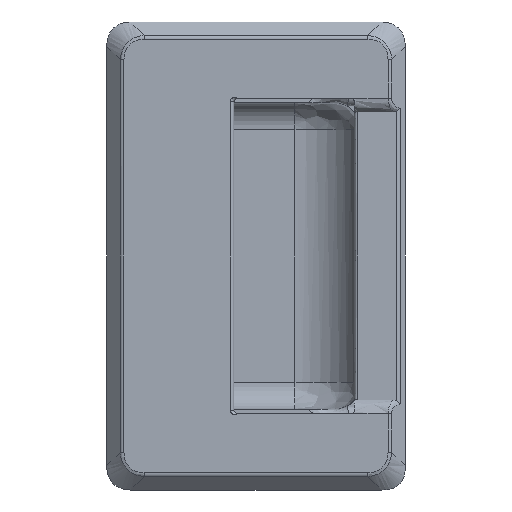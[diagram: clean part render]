
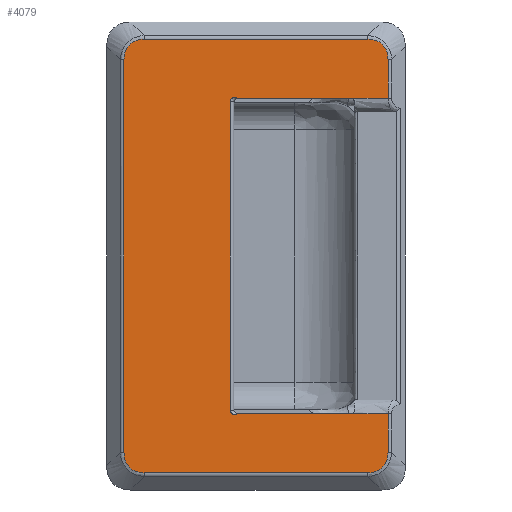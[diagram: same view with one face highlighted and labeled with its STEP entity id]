
A CAD part, front view. The second image highlights one B-rep face of the part: STEP entity #4079.
In plain terms, the highlighted free-form (B-spline) face has degree [1, 1] with [2, 2] control points.
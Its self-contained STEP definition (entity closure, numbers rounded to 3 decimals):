
#919=CARTESIAN_POINT('',(38.939,0.0,-46.5));
#920=VERTEX_POINT('',#919);
#984=CARTESIAN_POINT('',(38.939,0.0,-57.928));
#985=VERTEX_POINT('',#984);
#1002=CARTESIAN_POINT('',(38.939,0.0,-57.928));
#1003=CARTESIAN_POINT('',(38.939,0.0,-46.5));
#1004=QUASI_UNIFORM_CURVE('',1,(#1002,#1003),.UNSPECIFIED.,.F.,.U.);
#1005=EDGE_CURVE('',#985,#920,#1004,.T.);
#1128=CARTESIAN_POINT('',(32.928,0.0,-63.939));
#1129=VERTEX_POINT('',#1128);
#1154=CARTESIAN_POINT('',(32.928,0.,-63.939));
#1155=CARTESIAN_POINT('',(38.939,0.,-63.939));
#1156=CARTESIAN_POINT('',(38.939,0.,-57.928));
#1164=(BOUNDED_CURVE()B_SPLINE_CURVE(2,(#1154,#1155,#1156),.UNSPECIFIED.,.F.,.U.)CURVE()GEOMETRIC_REPRESENTATION_ITEM()QUASI_UNIFORM_CURVE()RATIONAL_B_SPLINE_CURVE((1.0,0.866,1.0))REPRESENTATION_ITEM(''));
#1165=EDGE_CURVE('',#1129,#985,#1164,.T.);
#1240=CARTESIAN_POINT('',(38.939,0.0,46.5));
#1241=VERTEX_POINT('',#1240);
#1303=CARTESIAN_POINT('',(-32.928,0.0,-63.939));
#1304=VERTEX_POINT('',#1303);
#1321=CARTESIAN_POINT('',(-32.928,0.0,-63.939));
#1322=CARTESIAN_POINT('',(32.928,0.0,-63.939));
#1323=QUASI_UNIFORM_CURVE('',1,(#1321,#1322),.UNSPECIFIED.,.F.,.U.);
#1324=EDGE_CURVE('',#1304,#1129,#1323,.T.);
#1345=CARTESIAN_POINT('',(38.939,0.0,57.928));
#1346=VERTEX_POINT('',#1345);
#1355=CARTESIAN_POINT('',(38.939,0.0,46.5));
#1356=CARTESIAN_POINT('',(38.939,0.0,57.928));
#1357=QUASI_UNIFORM_CURVE('',1,(#1355,#1356),.UNSPECIFIED.,.F.,.U.);
#1358=EDGE_CURVE('',#1241,#1346,#1357,.T.);
#1447=CARTESIAN_POINT('',(-38.939,0.0,-57.928));
#1448=VERTEX_POINT('',#1447);
#1473=CARTESIAN_POINT('',(-38.939,0.,-57.928));
#1474=CARTESIAN_POINT('',(-38.939,0.,-63.939));
#1475=CARTESIAN_POINT('',(-32.928,0.,-63.939));
#1483=(BOUNDED_CURVE()B_SPLINE_CURVE(2,(#1473,#1474,#1475),.UNSPECIFIED.,.F.,.U.)CURVE()GEOMETRIC_REPRESENTATION_ITEM()QUASI_UNIFORM_CURVE()RATIONAL_B_SPLINE_CURVE((1.0,0.866,1.0))REPRESENTATION_ITEM(''));
#1484=EDGE_CURVE('',#1448,#1304,#1483,.T.);
#1569=CARTESIAN_POINT('',(32.928,0.0,63.939));
#1570=VERTEX_POINT('',#1569);
#1579=CARTESIAN_POINT('',(38.939,0.,57.928));
#1580=CARTESIAN_POINT('',(38.939,0.,63.939));
#1581=CARTESIAN_POINT('',(32.928,0.,63.939));
#1589=(BOUNDED_CURVE()B_SPLINE_CURVE(2,(#1579,#1580,#1581),.UNSPECIFIED.,.F.,.U.)CURVE()GEOMETRIC_REPRESENTATION_ITEM()QUASI_UNIFORM_CURVE()RATIONAL_B_SPLINE_CURVE((1.0,0.866,1.0))REPRESENTATION_ITEM(''));
#1590=EDGE_CURVE('',#1346,#1570,#1589,.T.);
#1623=CARTESIAN_POINT('',(-38.939,0.0,57.928));
#1624=VERTEX_POINT('',#1623);
#1642=CARTESIAN_POINT('',(-38.939,0.0,57.928));
#1643=CARTESIAN_POINT('',(-38.939,0.0,-57.928));
#1644=QUASI_UNIFORM_CURVE('',1,(#1642,#1643),.UNSPECIFIED.,.F.,.U.);
#1645=EDGE_CURVE('',#1624,#1448,#1644,.T.);
#1666=CARTESIAN_POINT('',(-32.928,0.0,63.939));
#1667=VERTEX_POINT('',#1666);
#1676=CARTESIAN_POINT('',(32.928,0.0,63.939));
#1677=CARTESIAN_POINT('',(-32.928,0.0,63.939));
#1678=QUASI_UNIFORM_CURVE('',1,(#1676,#1677),.UNSPECIFIED.,.F.,.U.);
#1679=EDGE_CURVE('',#1570,#1667,#1678,.T.);
#1769=CARTESIAN_POINT('',(-32.928,0.,63.939));
#1770=CARTESIAN_POINT('',(-38.939,0.,63.939));
#1771=CARTESIAN_POINT('',(-38.939,0.,57.928));
#1779=(BOUNDED_CURVE()B_SPLINE_CURVE(2,(#1769,#1770,#1771),.UNSPECIFIED.,.F.,.U.)CURVE()GEOMETRIC_REPRESENTATION_ITEM()QUASI_UNIFORM_CURVE()RATIONAL_B_SPLINE_CURVE((1.0,0.866,1.0))REPRESENTATION_ITEM(''));
#1780=EDGE_CURVE('',#1667,#1624,#1779,.T.);
#3043=CARTESIAN_POINT('',(-5.5,0.0,46.5));
#3044=VERTEX_POINT('',#3043);
#3064=CARTESIAN_POINT('',(-7.55,0.0,45.5));
#3065=VERTEX_POINT('',#3064);
#3066=CARTESIAN_POINT('',(-7.55,0.0,45.5));
#3067=CARTESIAN_POINT('',(-7.55,0.0,45.903));
#3068=CARTESIAN_POINT('',(-7.306,0.0,46.248));
#3069=CARTESIAN_POINT('',(-7.072,0.0,46.578));
#3070=CARTESIAN_POINT('',(-6.718,0.0,46.718));
#3071=CARTESIAN_POINT('',(-6.388,0.0,46.847));
#3072=CARTESIAN_POINT('',(-6.035,0.0,46.775));
#3073=CARTESIAN_POINT('',(-5.707,0.0,46.708));
#3074=CARTESIAN_POINT('',(-5.5,0.0,46.5));
#3075=B_SPLINE_CURVE_WITH_KNOTS('',2,(#3066,#3067,#3068,#3069,#3070,#3071,#3072,#3073,#3074),.UNSPECIFIED.,.F.,.U.,(3,2,2,2,3),(0.0,0.25,0.5,0.75,1.0),.UNSPECIFIED.);
#3076=EDGE_CURVE('',#3065,#3044,#3075,.T.);
#3105=CARTESIAN_POINT('',(-7.55,0.0,-45.5));
#3106=VERTEX_POINT('',#3105);
#3125=CARTESIAN_POINT('',(-7.55,0.0,-45.5));
#3126=CARTESIAN_POINT('',(-7.55,0.0,45.5));
#3127=QUASI_UNIFORM_CURVE('',1,(#3125,#3126),.UNSPECIFIED.,.F.,.U.);
#3128=EDGE_CURVE('',#3106,#3065,#3127,.T.);
#3159=CARTESIAN_POINT('',(-5.5,0.0,-46.5));
#3160=VERTEX_POINT('',#3159);
#3161=CARTESIAN_POINT('',(-5.5,0.0,-46.5));
#3162=CARTESIAN_POINT('',(-5.707,0.0,-46.707));
#3163=CARTESIAN_POINT('',(-6.035,0.0,-46.775));
#3164=CARTESIAN_POINT('',(-6.387,0.0,-46.847));
#3165=CARTESIAN_POINT('',(-6.718,0.0,-46.718));
#3166=CARTESIAN_POINT('',(-7.071,0.0,-46.579));
#3167=CARTESIAN_POINT('',(-7.306,0.0,-46.248));
#3168=CARTESIAN_POINT('',(-7.55,0.0,-45.903));
#3169=CARTESIAN_POINT('',(-7.55,0.0,-45.5));
#3170=B_SPLINE_CURVE_WITH_KNOTS('',2,(#3161,#3162,#3163,#3164,#3165,#3166,#3167,#3168,#3169),.UNSPECIFIED.,.F.,.U.,(3,2,2,2,3),(0.0,0.25,0.5,0.75,1.0),.UNSPECIFIED.);
#3171=EDGE_CURVE('',#3160,#3106,#3170,.T.);
#3369=CARTESIAN_POINT('',(28.,0.0,-46.5));
#3370=VERTEX_POINT('',#3369);
#3371=CARTESIAN_POINT('',(38.939,0.0,-46.5));
#3372=CARTESIAN_POINT('',(28.,0.0,-46.5));
#3373=QUASI_UNIFORM_CURVE('',1,(#3371,#3372),.UNSPECIFIED.,.F.,.U.);
#3374=EDGE_CURVE('',#920,#3370,#3373,.T.);
#3447=CARTESIAN_POINT('',(28.,0.0,46.5));
#3448=VERTEX_POINT('',#3447);
#3449=CARTESIAN_POINT('',(28.,0.0,46.5));
#3450=CARTESIAN_POINT('',(38.939,0.0,46.5));
#3451=QUASI_UNIFORM_CURVE('',1,(#3449,#3450),.UNSPECIFIED.,.F.,.U.);
#3452=EDGE_CURVE('',#3448,#1241,#3451,.T.);
#4048=CARTESIAN_POINT('',(-42.829,0.0,70.326));
#4049=CARTESIAN_POINT('',(42.829,0.0,70.326));
#4050=CARTESIAN_POINT('',(-42.829,0.0,-70.326));
#4051=CARTESIAN_POINT('',(42.829,0.0,-70.326));
#4052=B_SPLINE_SURFACE_WITH_KNOTS('',1,1,((#4048,#4050),(#4049,#4051)),.UNSPECIFIED.,.F.,.F.,.U.,(2,2),(2,2),(0.0,85.657),(0.0,140.652),.UNSPECIFIED.);
#4053=ORIENTED_EDGE('',*,*,#1165,.T.);
#4054=ORIENTED_EDGE('',*,*,#1005,.T.);
#4055=ORIENTED_EDGE('',*,*,#3374,.T.);
#4056=CARTESIAN_POINT('',(-5.5,0.0,-46.5));
#4057=CARTESIAN_POINT('',(28.,0.0,-46.5));
#4058=QUASI_UNIFORM_CURVE('',1,(#4056,#4057),.UNSPECIFIED.,.F.,.U.);
#4059=EDGE_CURVE('',#3160,#3370,#4058,.T.);
#4060=ORIENTED_EDGE('',*,*,#4059,.F.);
#4061=ORIENTED_EDGE('',*,*,#3171,.T.);
#4062=ORIENTED_EDGE('',*,*,#3128,.T.);
#4063=ORIENTED_EDGE('',*,*,#3076,.T.);
#4064=CARTESIAN_POINT('',(28.,0.0,46.5));
#4065=CARTESIAN_POINT('',(-5.5,0.0,46.5));
#4066=QUASI_UNIFORM_CURVE('',1,(#4064,#4065),.UNSPECIFIED.,.F.,.U.);
#4067=EDGE_CURVE('',#3448,#3044,#4066,.T.);
#4068=ORIENTED_EDGE('',*,*,#4067,.F.);
#4069=ORIENTED_EDGE('',*,*,#3452,.T.);
#4070=ORIENTED_EDGE('',*,*,#1358,.T.);
#4071=ORIENTED_EDGE('',*,*,#1590,.T.);
#4072=ORIENTED_EDGE('',*,*,#1679,.T.);
#4073=ORIENTED_EDGE('',*,*,#1780,.T.);
#4074=ORIENTED_EDGE('',*,*,#1645,.T.);
#4075=ORIENTED_EDGE('',*,*,#1484,.T.);
#4076=ORIENTED_EDGE('',*,*,#1324,.T.);
#4077=EDGE_LOOP('',(#4053,#4054,#4055,#4060,#4061,#4062,#4063,#4068,#4069,#4070,#4071,#4072,#4073,#4074,#4075,#4076));
#4078=FACE_OUTER_BOUND('',#4077,.T.);
#4079=ADVANCED_FACE('',(#4078),#4052,.F.);
